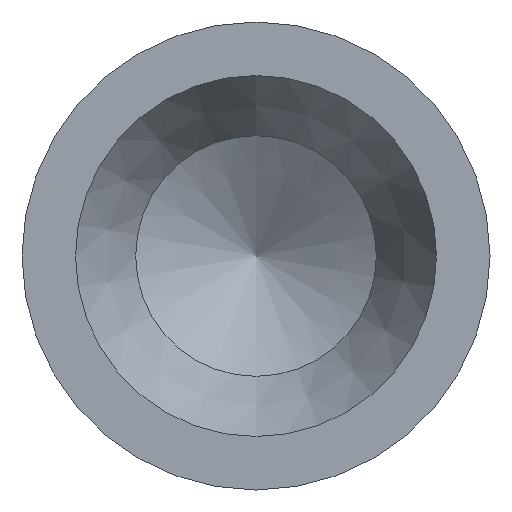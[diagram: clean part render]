
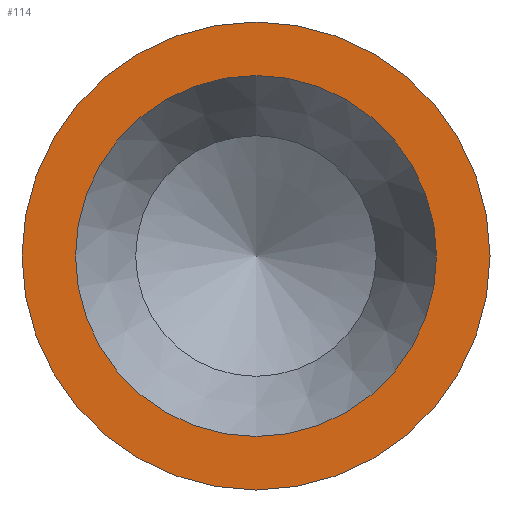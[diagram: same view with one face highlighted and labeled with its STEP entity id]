
A CAD part, left-side view. The second image highlights one B-rep face of the part: STEP entity #114.
In plain terms, the highlighted planar face has unit normal (-1, 0, 0).
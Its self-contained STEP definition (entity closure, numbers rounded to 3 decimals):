
#84=PLANE('',#749);
#114=ADVANCED_FACE('',(#174,#175),#84,.T.);
#174=FACE_BOUND('',#215,.T.);
#175=FACE_BOUND('',#216,.T.);
#215=EDGE_LOOP('',(#385));
#216=EDGE_LOOP('',(#386));
#385=ORIENTED_EDGE('',*,*,#624,.T.);
#386=ORIENTED_EDGE('',*,*,#622,.F.);
#554=VERTEX_POINT('',#1160);
#556=VERTEX_POINT('',#1165);
#622=EDGE_CURVE('',#554,#554,#696,.T.);
#624=EDGE_CURVE('',#556,#556,#698,.T.);
#696=CIRCLE('',#745,1.75);
#698=CIRCLE('',#748,1.35);
#745=AXIS2_PLACEMENT_3D('',#1159,#872,#873);
#748=AXIS2_PLACEMENT_3D('',#1164,#878,#879);
#749=AXIS2_PLACEMENT_3D('',#1166,#880,#881);
#872=DIRECTION('',(1.,0.,0.));
#873=DIRECTION('',(0.,0.,-1.));
#878=DIRECTION('',(1.,0.,0.));
#879=DIRECTION('',(0.,0.,-1.));
#880=DIRECTION('',(-1.,0.,0.));
#881=DIRECTION('',(0.,0.,1.));
#1159=CARTESIAN_POINT('',(0.,0.,0.));
#1160=CARTESIAN_POINT('',(0.,0.,-1.75));
#1164=CARTESIAN_POINT('',(0.,0.,0.));
#1165=CARTESIAN_POINT('',(0.,0.,-1.35));
#1166=CARTESIAN_POINT('',(0.,0.,0.));
